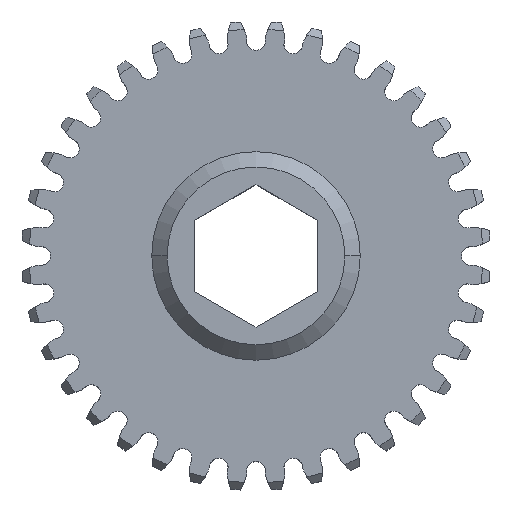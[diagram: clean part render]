
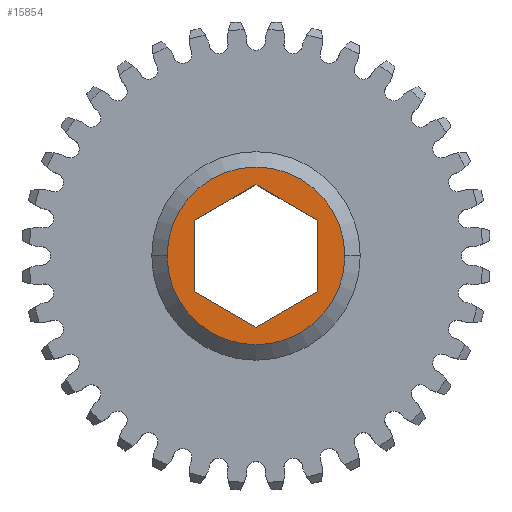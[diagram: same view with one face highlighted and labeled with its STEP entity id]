
A CAD part, top view. The second image highlights one B-rep face of the part: STEP entity #15854.
In plain terms, the highlighted planar face has unit normal (0, 0, 1).
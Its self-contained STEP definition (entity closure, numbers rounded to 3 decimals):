
#686 = VECTOR ( 'NONE', #14662, 1000. ) ;
#1027 = VERTEX_POINT ( 'NONE', #11595 ) ;
#1230 = LINE ( 'NONE', #6248, #7309 ) ;
#1573 = DIRECTION ( 'NONE',  ( -0.866, -0.5, 0. ) ) ;
#1898 = CARTESIAN_POINT ( 'NONE',  ( -3.175, 5.499, 6.35 ) ) ;
#2019 = DIRECTION ( 'NONE',  ( -0.866, 0.5, 0. ) ) ;
#2339 = FACE_OUTER_BOUND ( 'NONE', #6798, .T. ) ;
#2396 = DIRECTION ( 'NONE',  ( 0., 0., -1. ) ) ;
#2820 = CARTESIAN_POINT ( 'NONE',  ( -6.35, 3.666, 6.35 ) ) ;
#3040 = ORIENTED_EDGE ( 'NONE', *, *, #9023, .F. ) ;
#3219 = ORIENTED_EDGE ( 'NONE', *, *, #12455, .F. ) ;
#3246 = CARTESIAN_POINT ( 'NONE',  ( -9.144, 0., 6.35 ) ) ;
#3255 = LINE ( 'NONE', #16163, #12024 ) ;
#3325 = VERTEX_POINT ( 'NONE', #3246 ) ;
#3493 = PLANE ( 'NONE',  #5983 ) ;
#3513 = DIRECTION ( 'NONE',  ( 0., 0., -1. ) ) ;
#3869 = EDGE_CURVE ( 'NONE', #13591, #10795, #1230, .T. ) ;
#4058 = CARTESIAN_POINT ( 'NONE',  ( 3.175, -5.499, 6.35 ) ) ;
#4403 = LINE ( 'NONE', #6947, #14898 ) ;
#4474 = VERTEX_POINT ( 'NONE', #15260 ) ;
#4511 = CARTESIAN_POINT ( 'NONE',  ( 0., 0., 6.35 ) ) ;
#4802 = CARTESIAN_POINT ( 'NONE',  ( 0., 0., 6.35 ) ) ;
#4943 = LINE ( 'NONE', #12291, #686 ) ;
#5638 = CIRCLE ( 'NONE', #15892, 9.144 ) ;
#5983 = AXIS2_PLACEMENT_3D ( 'NONE', #4802, #8508, #16082 ) ;
#6248 = CARTESIAN_POINT ( 'NONE',  ( -6.35, 0., 6.35 ) ) ;
#6546 = EDGE_CURVE ( 'NONE', #3325, #1027, #14726, .T. ) ;
#6798 = EDGE_LOOP ( 'NONE', ( #8775, #7747 ) ) ;
#6947 = CARTESIAN_POINT ( 'NONE',  ( -3.175, -5.499, 6.35 ) ) ;
#7077 = CARTESIAN_POINT ( 'NONE',  ( 6.35, -3.666, 6.35 ) ) ;
#7309 = VECTOR ( 'NONE', #10043, 1000. ) ;
#7569 = VERTEX_POINT ( 'NONE', #7602 ) ;
#7602 = CARTESIAN_POINT ( 'NONE',  ( 0., 7.332, 6.35 ) ) ;
#7715 = EDGE_CURVE ( 'NONE', #4474, #8127, #8010, .T. ) ;
#7747 = ORIENTED_EDGE ( 'NONE', *, *, #13732, .F. ) ;
#8010 = LINE ( 'NONE', #4058, #9638 ) ;
#8127 = VERTEX_POINT ( 'NONE', #7077 ) ;
#8508 = DIRECTION ( 'NONE',  ( 0., 0., 1. ) ) ;
#8775 = ORIENTED_EDGE ( 'NONE', *, *, #6546, .F. ) ;
#9023 = EDGE_CURVE ( 'NONE', #7569, #13591, #13189, .T. ) ;
#9080 = DIRECTION ( 'NONE',  ( 0.866, 0.5, 0. ) ) ;
#9224 = ORIENTED_EDGE ( 'NONE', *, *, #3869, .F. ) ;
#9310 = CARTESIAN_POINT ( 'NONE',  ( -6.35, -3.666, 6.35 ) ) ;
#9638 = VECTOR ( 'NONE', #9080, 1000. ) ;
#10043 = DIRECTION ( 'NONE',  ( 0., -1., 0. ) ) ;
#10155 = EDGE_CURVE ( 'NONE', #10795, #4474, #4403, .T. ) ;
#10581 = EDGE_CURVE ( 'NONE', #8127, #14386, #4943, .T. ) ;
#10795 = VERTEX_POINT ( 'NONE', #9310 ) ;
#11595 = CARTESIAN_POINT ( 'NONE',  ( 9.144, 0., 6.35 ) ) ;
#11654 = ORIENTED_EDGE ( 'NONE', *, *, #10581, .F. ) ;
#12024 = VECTOR ( 'NONE', #2019, 1000. ) ;
#12245 = CARTESIAN_POINT ( 'NONE',  ( 6.35, 3.666, 6.35 ) ) ;
#12291 = CARTESIAN_POINT ( 'NONE',  ( 6.35, 0., 6.35 ) ) ;
#12368 = AXIS2_PLACEMENT_3D ( 'NONE', #4511, #3513, #16027 ) ;
#12455 = EDGE_CURVE ( 'NONE', #14386, #7569, #3255, .T. ) ;
#12952 = ORIENTED_EDGE ( 'NONE', *, *, #7715, .F. ) ;
#13189 = LINE ( 'NONE', #1898, #13350 ) ;
#13350 = VECTOR ( 'NONE', #1573, 1000. ) ;
#13591 = VERTEX_POINT ( 'NONE', #2820 ) ;
#13732 = EDGE_CURVE ( 'NONE', #1027, #3325, #5638, .T. ) ;
#14386 = VERTEX_POINT ( 'NONE', #12245 ) ;
#14524 = ORIENTED_EDGE ( 'NONE', *, *, #10155, .F. ) ;
#14662 = DIRECTION ( 'NONE',  ( 0., 1., 0. ) ) ;
#14693 = EDGE_LOOP ( 'NONE', ( #14524, #9224, #3040, #3219, #11654, #12952 ) ) ;
#14726 = CIRCLE ( 'NONE', #12368, 9.144 ) ;
#14766 = FACE_BOUND ( 'NONE', #14693, .T. ) ;
#14898 = VECTOR ( 'NONE', #15840, 1000. ) ;
#15154 = DIRECTION ( 'NONE',  ( -1., 0., 0. ) ) ;
#15260 = CARTESIAN_POINT ( 'NONE',  ( 0., -7.332, 6.35 ) ) ;
#15840 = DIRECTION ( 'NONE',  ( 0.866, -0.5, 0. ) ) ;
#15854 = ADVANCED_FACE ( 'NONE', ( #14766, #2339 ), #3493, .T. ) ;
#15892 = AXIS2_PLACEMENT_3D ( 'NONE', #16218, #2396, #15154 ) ;
#16027 = DIRECTION ( 'NONE',  ( -1., 0., 0. ) ) ;
#16082 = DIRECTION ( 'NONE',  ( 1., 0., 0. ) ) ;
#16163 = CARTESIAN_POINT ( 'NONE',  ( 3.175, 5.499, 6.35 ) ) ;
#16218 = CARTESIAN_POINT ( 'NONE',  ( 0., 0., 6.35 ) ) ;
